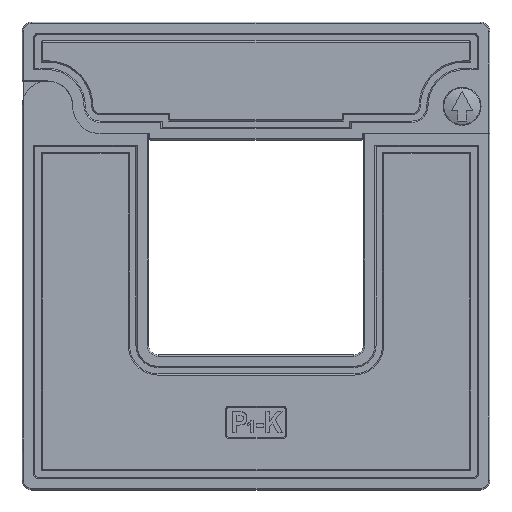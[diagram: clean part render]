
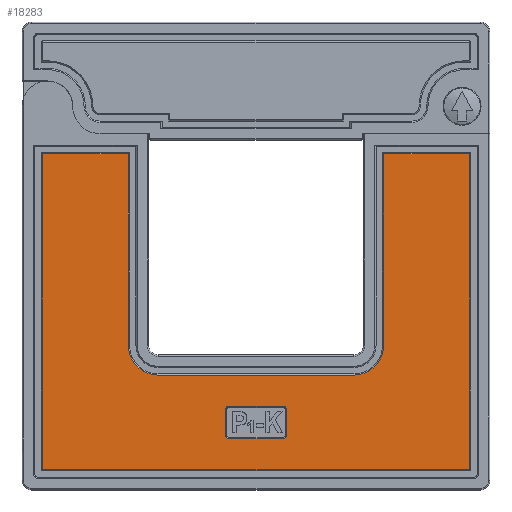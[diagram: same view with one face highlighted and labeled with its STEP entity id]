
A CAD part, top view. The second image highlights one B-rep face of the part: STEP entity #18283.
In plain terms, the highlighted planar face has unit normal (0, 0, 1).
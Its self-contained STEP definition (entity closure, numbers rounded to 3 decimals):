
#368=FACE_BOUND('',#2440,.T.);
#510=PLANE('',#19506);
#1397=FACE_OUTER_BOUND('',#2439,.T.);
#2439=EDGE_LOOP('',(#13431,#13432,#13433,#13434,#13435,#13436,#13437,#13438,
#13439,#13440,#13441,#13442));
#2440=EDGE_LOOP('',(#13443,#13444,#13445,#13446,#13447,#13448,#13449,#13450));
#3824=LINE('',#26920,#5917);
#3825=LINE('',#26922,#5918);
#3826=LINE('',#26924,#5919);
#3827=LINE('',#26928,#5920);
#3828=LINE('',#26932,#5921);
#3829=LINE('',#26934,#5922);
#3830=LINE('',#26936,#5923);
#3831=LINE('',#26940,#5924);
#3832=LINE('',#26946,#5925);
#3833=LINE('',#26950,#5926);
#3834=LINE('',#26954,#5927);
#3835=LINE('',#26957,#5928);
#5917=VECTOR('',#21617,1000.);
#5918=VECTOR('',#21618,1000.);
#5919=VECTOR('',#21619,1000.);
#5920=VECTOR('',#21622,1000.);
#5921=VECTOR('',#21625,1000.);
#5922=VECTOR('',#21626,1000.);
#5923=VECTOR('',#21627,1000.);
#5924=VECTOR('',#21630,1000.);
#5925=VECTOR('',#21635,1000.);
#5926=VECTOR('',#21638,1000.);
#5927=VECTOR('',#21641,1000.);
#5928=VECTOR('',#21644,1000.);
#7690=CIRCLE('',#19507,7.1);
#7691=CIRCLE('',#19508,7.1);
#7692=CIRCLE('',#19509,0.1);
#7693=CIRCLE('',#19510,0.1);
#7694=CIRCLE('',#19511,0.8);
#7695=CIRCLE('',#19512,0.8);
#7696=CIRCLE('',#19513,0.8);
#7697=CIRCLE('',#19514,0.8);
#8476=VERTEX_POINT('',#26918);
#8477=VERTEX_POINT('',#26919);
#8478=VERTEX_POINT('',#26921);
#8479=VERTEX_POINT('',#26923);
#8480=VERTEX_POINT('',#26925);
#8481=VERTEX_POINT('',#26927);
#8482=VERTEX_POINT('',#26929);
#8483=VERTEX_POINT('',#26931);
#8484=VERTEX_POINT('',#26933);
#8485=VERTEX_POINT('',#26935);
#8486=VERTEX_POINT('',#26937);
#8487=VERTEX_POINT('',#26939);
#8488=VERTEX_POINT('',#26942);
#8489=VERTEX_POINT('',#26943);
#8490=VERTEX_POINT('',#26945);
#8491=VERTEX_POINT('',#26947);
#8492=VERTEX_POINT('',#26949);
#8493=VERTEX_POINT('',#26951);
#8494=VERTEX_POINT('',#26953);
#8495=VERTEX_POINT('',#26955);
#10404=EDGE_CURVE('',#8476,#8477,#3824,.T.);
#10405=EDGE_CURVE('',#8477,#8478,#3825,.T.);
#10406=EDGE_CURVE('',#8478,#8479,#3826,.T.);
#10407=EDGE_CURVE('',#8479,#8480,#7690,.T.);
#10408=EDGE_CURVE('',#8480,#8481,#3827,.T.);
#10409=EDGE_CURVE('',#8481,#8482,#7691,.T.);
#10410=EDGE_CURVE('',#8482,#8483,#3828,.T.);
#10411=EDGE_CURVE('',#8483,#8484,#3829,.T.);
#10412=EDGE_CURVE('',#8484,#8485,#3830,.T.);
#10413=EDGE_CURVE('',#8485,#8486,#7692,.T.);
#10414=EDGE_CURVE('',#8486,#8487,#3831,.T.);
#10415=EDGE_CURVE('',#8487,#8476,#7693,.T.);
#10416=EDGE_CURVE('',#8488,#8489,#7694,.T.);
#10417=EDGE_CURVE('',#8489,#8490,#3832,.T.);
#10418=EDGE_CURVE('',#8490,#8491,#7695,.T.);
#10419=EDGE_CURVE('',#8491,#8492,#3833,.T.);
#10420=EDGE_CURVE('',#8492,#8493,#7696,.T.);
#10421=EDGE_CURVE('',#8493,#8494,#3834,.T.);
#10422=EDGE_CURVE('',#8494,#8495,#7697,.T.);
#10423=EDGE_CURVE('',#8495,#8488,#3835,.T.);
#13431=ORIENTED_EDGE('',*,*,#10404,.T.);
#13432=ORIENTED_EDGE('',*,*,#10405,.T.);
#13433=ORIENTED_EDGE('',*,*,#10406,.T.);
#13434=ORIENTED_EDGE('',*,*,#10407,.T.);
#13435=ORIENTED_EDGE('',*,*,#10408,.T.);
#13436=ORIENTED_EDGE('',*,*,#10409,.T.);
#13437=ORIENTED_EDGE('',*,*,#10410,.T.);
#13438=ORIENTED_EDGE('',*,*,#10411,.T.);
#13439=ORIENTED_EDGE('',*,*,#10412,.T.);
#13440=ORIENTED_EDGE('',*,*,#10413,.T.);
#13441=ORIENTED_EDGE('',*,*,#10414,.T.);
#13442=ORIENTED_EDGE('',*,*,#10415,.T.);
#13443=ORIENTED_EDGE('',*,*,#10416,.T.);
#13444=ORIENTED_EDGE('',*,*,#10417,.T.);
#13445=ORIENTED_EDGE('',*,*,#10418,.T.);
#13446=ORIENTED_EDGE('',*,*,#10419,.T.);
#13447=ORIENTED_EDGE('',*,*,#10420,.T.);
#13448=ORIENTED_EDGE('',*,*,#10421,.T.);
#13449=ORIENTED_EDGE('',*,*,#10422,.T.);
#13450=ORIENTED_EDGE('',*,*,#10423,.T.);
#18283=ADVANCED_FACE('',(#1397,#368),#510,.T.);
#19506=AXIS2_PLACEMENT_3D('',#26917,#21615,#21616);
#19507=AXIS2_PLACEMENT_3D('',#26926,#21620,#21621);
#19508=AXIS2_PLACEMENT_3D('',#26930,#21623,#21624);
#19509=AXIS2_PLACEMENT_3D('',#26938,#21628,#21629);
#19510=AXIS2_PLACEMENT_3D('',#26941,#21631,#21632);
#19511=AXIS2_PLACEMENT_3D('',#26944,#21633,#21634);
#19512=AXIS2_PLACEMENT_3D('',#26948,#21636,#21637);
#19513=AXIS2_PLACEMENT_3D('',#26952,#21639,#21640);
#19514=AXIS2_PLACEMENT_3D('',#26956,#21642,#21643);
#21615=DIRECTION('center_axis',(0.,0.,1.));
#21616=DIRECTION('ref_axis',(1.,0.,0.));
#21617=DIRECTION('',(0.,1.,0.));
#21618=DIRECTION('',(-1.,0.,0.));
#21619=DIRECTION('',(0.,-1.,0.));
#21620=DIRECTION('center_axis',(0.,0.,-1.));
#21621=DIRECTION('ref_axis',(1.,0.,0.));
#21622=DIRECTION('',(-1.,0.,0.));
#21623=DIRECTION('center_axis',(0.,0.,-1.));
#21624=DIRECTION('ref_axis',(1.,0.,0.));
#21625=DIRECTION('',(0.,1.,0.));
#21626=DIRECTION('',(-1.,0.,0.));
#21627=DIRECTION('',(0.,-1.,0.));
#21628=DIRECTION('center_axis',(0.,0.,1.));
#21629=DIRECTION('ref_axis',(1.,0.,0.));
#21630=DIRECTION('',(1.,0.,0.));
#21631=DIRECTION('center_axis',(0.,0.,1.));
#21632=DIRECTION('ref_axis',(1.,0.,0.));
#21633=DIRECTION('center_axis',(0.,0.,-1.));
#21634=DIRECTION('ref_axis',(1.,0.,0.));
#21635=DIRECTION('',(0.,-1.,0.));
#21636=DIRECTION('center_axis',(0.,0.,-1.));
#21637=DIRECTION('ref_axis',(1.,0.,0.));
#21638=DIRECTION('',(-1.,0.,0.));
#21639=DIRECTION('center_axis',(0.,0.,-1.));
#21640=DIRECTION('ref_axis',(1.,0.,0.));
#21641=DIRECTION('',(0.,1.,0.));
#21642=DIRECTION('center_axis',(0.,0.,-1.));
#21643=DIRECTION('ref_axis',(1.,0.,0.));
#21644=DIRECTION('',(1.,0.,0.));
#26917=CARTESIAN_POINT('Origin',(-55.5,-42.5,16.));
#26918=CARTESIAN_POINT('',(50.7,-37.6,16.));
#26919=CARTESIAN_POINT('',(50.7,37.2,16.));
#26920=CARTESIAN_POINT('',(50.7,-42.5,16.));
#26921=CARTESIAN_POINT('',(30.3,37.2,16.));
#26922=CARTESIAN_POINT('',(-55.5,37.2,16.));
#26923=CARTESIAN_POINT('',(30.3,-8.2,16.));
#26924=CARTESIAN_POINT('',(30.3,-42.5,16.));
#26925=CARTESIAN_POINT('',(23.2,-15.3,16.));
#26926=CARTESIAN_POINT('Origin',(23.2,-8.2,16.));
#26927=CARTESIAN_POINT('',(-23.2,-15.3,16.));
#26928=CARTESIAN_POINT('',(-55.5,-15.3,16.));
#26929=CARTESIAN_POINT('',(-30.3,-8.2,16.));
#26930=CARTESIAN_POINT('Origin',(-23.2,-8.2,16.));
#26931=CARTESIAN_POINT('',(-30.3,37.2,16.));
#26932=CARTESIAN_POINT('',(-30.3,-42.5,16.));
#26933=CARTESIAN_POINT('',(-50.7,37.2,16.));
#26934=CARTESIAN_POINT('',(-55.5,37.2,16.));
#26935=CARTESIAN_POINT('',(-50.7,-37.6,16.));
#26936=CARTESIAN_POINT('',(-50.7,-42.5,16.));
#26937=CARTESIAN_POINT('',(-50.6,-37.7,16.));
#26938=CARTESIAN_POINT('Origin',(-50.6,-37.6,16.));
#26939=CARTESIAN_POINT('',(50.6,-37.7,16.));
#26940=CARTESIAN_POINT('',(-55.5,-37.7,16.));
#26941=CARTESIAN_POINT('Origin',(50.6,-37.6,16.));
#26942=CARTESIAN_POINT('',(6.5,-22.7,16.));
#26943=CARTESIAN_POINT('',(7.3,-23.5,16.));
#26944=CARTESIAN_POINT('Origin',(6.5,-23.5,16.));
#26945=CARTESIAN_POINT('',(7.3,-29.5,16.));
#26946=CARTESIAN_POINT('',(7.3,-29.5,16.));
#26947=CARTESIAN_POINT('',(6.5,-30.3,16.));
#26948=CARTESIAN_POINT('Origin',(6.5,-29.5,16.));
#26949=CARTESIAN_POINT('',(-6.5,-30.3,16.));
#26950=CARTESIAN_POINT('',(-6.5,-30.3,16.));
#26951=CARTESIAN_POINT('',(-7.3,-29.5,16.));
#26952=CARTESIAN_POINT('Origin',(-6.5,-29.5,16.));
#26953=CARTESIAN_POINT('',(-7.3,-23.5,16.));
#26954=CARTESIAN_POINT('',(-7.3,-23.5,16.));
#26955=CARTESIAN_POINT('',(-6.5,-22.7,16.));
#26956=CARTESIAN_POINT('Origin',(-6.5,-23.5,16.));
#26957=CARTESIAN_POINT('',(6.5,-22.7,16.));
